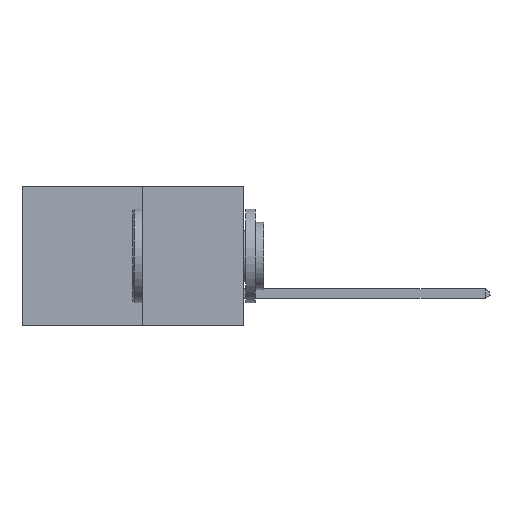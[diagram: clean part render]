
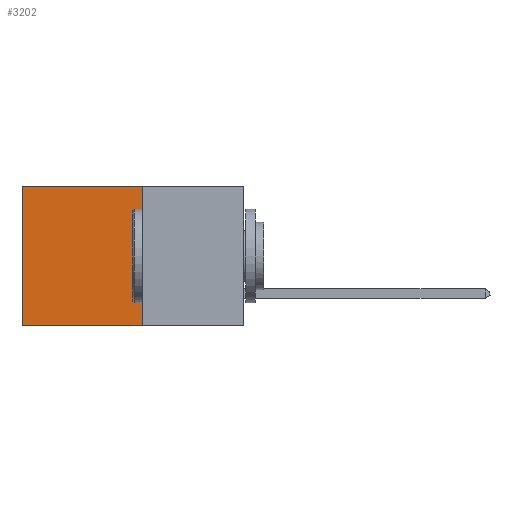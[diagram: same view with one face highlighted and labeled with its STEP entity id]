
A CAD part, left-side view. The second image highlights one B-rep face of the part: STEP entity #3202.
In plain terms, the highlighted planar face has unit normal (-1, 0, 0).
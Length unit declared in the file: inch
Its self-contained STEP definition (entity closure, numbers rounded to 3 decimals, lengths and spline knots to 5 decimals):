
#256 = VECTOR ( 'NONE', #9258, 39.37008 ) ;
#441 = PLANE ( 'NONE',  #5501 ) ;
#528 = LINE ( 'NONE', #9281, #256 ) ;
#1335 = DIRECTION ( 'NONE',  ( 0., 0., -1. ) ) ;
#1775 = CARTESIAN_POINT ( 'NONE',  ( 0.277, 0.59, 0. ) ) ;
#2207 = FACE_OUTER_BOUND ( 'NONE', #2673, .T. ) ;
#2235 = VERTEX_POINT ( 'NONE', #6115 ) ;
#2353 = LINE ( 'NONE', #7817, #5843 ) ;
#2673 = EDGE_LOOP ( 'NONE', ( #5529, #4103, #5595, #4102 ) ) ;
#2942 = VECTOR ( 'NONE', #8151, 39.37008 ) ;
#3202 = ADVANCED_FACE ( 'NONE', ( #2207 ), #441, .F. ) ;
#3306 = LINE ( 'NONE', #5814, #9214 ) ;
#4102 = ORIENTED_EDGE ( 'NONE', *, *, #6503, .T. ) ;
#4103 = ORIENTED_EDGE ( 'NONE', *, *, #6034, .F. ) ;
#4948 = VERTEX_POINT ( 'NONE', #7313 ) ;
#5501 = AXIS2_PLACEMENT_3D ( 'NONE', #6166, #6103, #1335 ) ;
#5529 = ORIENTED_EDGE ( 'NONE', *, *, #7078, .T. ) ;
#5595 = ORIENTED_EDGE ( 'NONE', *, *, #9780, .F. ) ;
#5774 = DIRECTION ( 'NONE',  ( 0., 0., -1. ) ) ;
#5814 = CARTESIAN_POINT ( 'NONE',  ( 0.277, 0.59, -0.37 ) ) ;
#5843 = VECTOR ( 'NONE', #8549, 39.37008 ) ;
#6034 = EDGE_CURVE ( 'NONE', #8140, #4948, #9114, .T. ) ;
#6103 = DIRECTION ( 'NONE',  ( 1., 0., 0. ) ) ;
#6115 = CARTESIAN_POINT ( 'NONE',  ( 0.277, 0.27, 0. ) ) ;
#6166 = CARTESIAN_POINT ( 'NONE',  ( 0.277, 0.27, -0.37 ) ) ;
#6503 = EDGE_CURVE ( 'NONE', #2235, #9350, #528, .T. ) ;
#7078 = EDGE_CURVE ( 'NONE', #9350, #4948, #3306, .T. ) ;
#7313 = CARTESIAN_POINT ( 'NONE',  ( 0.277, 0.59, -0.37 ) ) ;
#7817 = CARTESIAN_POINT ( 'NONE',  ( 0.277, 0.27, -0.37 ) ) ;
#8076 = CARTESIAN_POINT ( 'NONE',  ( 0.277, 0.27, -0.37 ) ) ;
#8120 = CARTESIAN_POINT ( 'NONE',  ( 0.277, 0.27, -0.37 ) ) ;
#8140 = VERTEX_POINT ( 'NONE', #8120 ) ;
#8151 = DIRECTION ( 'NONE',  ( 0., 1., 0. ) ) ;
#8549 = DIRECTION ( 'NONE',  ( 0., 0., -1. ) ) ;
#9114 = LINE ( 'NONE', #8076, #2942 ) ;
#9214 = VECTOR ( 'NONE', #5774, 39.37008 ) ;
#9258 = DIRECTION ( 'NONE',  ( 0., 1., 0. ) ) ;
#9281 = CARTESIAN_POINT ( 'NONE',  ( 0.277, 0.27, 0. ) ) ;
#9350 = VERTEX_POINT ( 'NONE', #1775 ) ;
#9780 = EDGE_CURVE ( 'NONE', #2235, #8140, #2353, .T. ) ;
